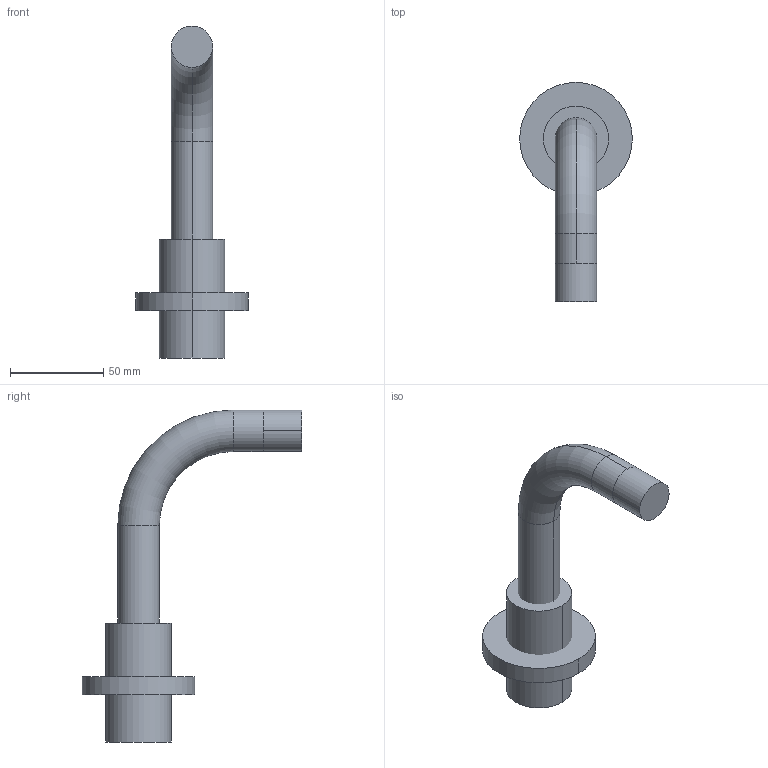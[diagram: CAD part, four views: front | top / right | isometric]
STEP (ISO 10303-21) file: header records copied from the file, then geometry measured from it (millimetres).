
FILE_DESCRIPTION((''),'2;1');
FILE_NAME('3-234_ASM','2021-01-25T16:04:54',('rsmith'),(''),'CREO PARAMETRIC BY PTC INC, 2018400','CREO PARAMETRIC BY PTC INC, 2018400','');
FILE_SCHEMA(('AUTOMOTIVE_DESIGN { 1 0 10303 214 1 1 1 1 }'));
Length unit declared in the file: inch
Products named in the file (8): 10825; 10824; 2-242_ASM; 10663; 2-247_ASM; 10913; 2-403_ASM; 3-234_ASM
Assembly tree (7 placements, depth 3):
  3-234_ASM
    2-242_ASM
      10825
      10824
    2-247_ASM
      10663
    2-403_ASM
      10913
Bounding box: 60.33 x 117.54 x 177.74 mm (x, y, z)
Volume: 158428.8 mm3; surface area: 30621.9 mm2
Topology: 4 solids, 4 shells, 20 faces, 32 edges, 20 vertices
Faces by surface type: cylinder 10, plane 8, torus 2
Entity records: 1160 total; most frequent: COLOUR_RGB 146, DIRECTION 132, CARTESIAN_POINT 110, ORIENTED_EDGE 64, AXIS2_PLACEMENT_3D 61, PROPERTY_DEFINITION 47, REPRESENTATION 43, PROPERTY_DEFINITION_REPRESENTATION 43
